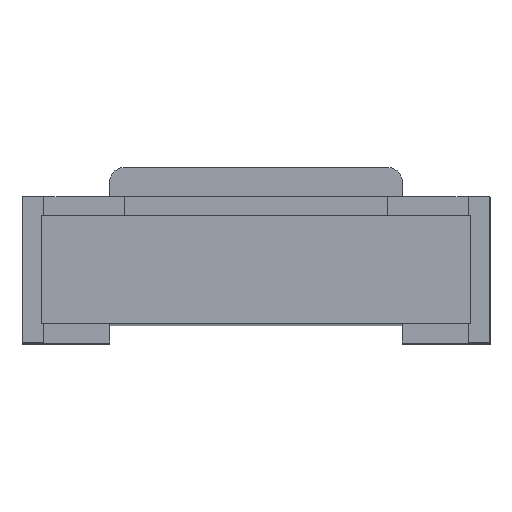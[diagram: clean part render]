
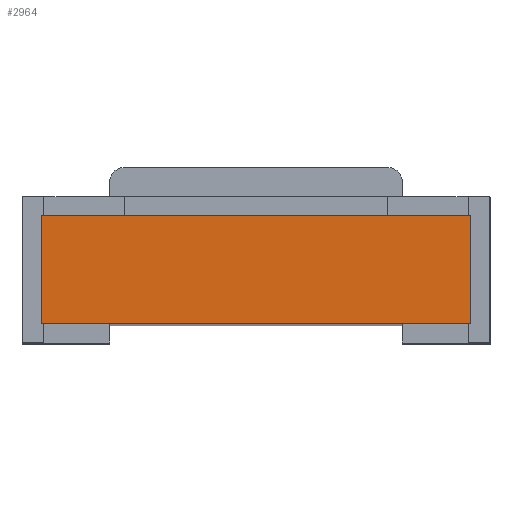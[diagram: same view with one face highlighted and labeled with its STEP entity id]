
A CAD part, top view. The second image highlights one B-rep face of the part: STEP entity #2964.
In plain terms, the highlighted planar face has unit normal (0, 0, 1).
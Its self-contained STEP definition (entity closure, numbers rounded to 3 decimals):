
#1 = PLANE ( 'NONE',  #1889 ) ;
#18 = CARTESIAN_POINT ( 'NONE',  ( -0.735, 0.065, 1.6 ) ) ;
#310 = VECTOR ( 'NONE', #2306, 1000. ) ;
#372 = VECTOR ( 'NONE', #3760, 1000. ) ;
#556 = ORIENTED_EDGE ( 'NONE', *, *, #3149, .T. ) ;
#684 = FACE_OUTER_BOUND ( 'NONE', #1257, .T. ) ;
#845 = LINE ( 'NONE', #2292, #372 ) ;
#851 = VERTEX_POINT ( 'NONE', #1185 ) ;
#886 = LINE ( 'NONE', #2327, #2565 ) ;
#952 = DIRECTION ( 'NONE',  ( 0., 1., 0. ) ) ;
#1185 = CARTESIAN_POINT ( 'NONE',  ( -0.735, 0.435, 1.6 ) ) ;
#1257 = EDGE_LOOP ( 'NONE', ( #556, #3665, #4354, #2357 ) ) ;
#1589 = LINE ( 'NONE', #4229, #310 ) ;
#1743 = DIRECTION ( 'NONE',  ( 0., -1., 0. ) ) ;
#1889 = AXIS2_PLACEMENT_3D ( 'NONE', #2104, #2944, #2503 ) ;
#1904 = CARTESIAN_POINT ( 'NONE',  ( 0.735, 0.065, 1.6 ) ) ;
#2047 = CARTESIAN_POINT ( 'NONE',  ( -0.735, 0.065, 1.6 ) ) ;
#2104 = CARTESIAN_POINT ( 'NONE',  ( 0., 0., 1.6 ) ) ;
#2177 = VERTEX_POINT ( 'NONE', #2047 ) ;
#2292 = CARTESIAN_POINT ( 'NONE',  ( 0.735, 0.435, 1.6 ) ) ;
#2306 = DIRECTION ( 'NONE',  ( 1., 0., 0. ) ) ;
#2327 = CARTESIAN_POINT ( 'NONE',  ( 0.735, 0.065, 1.6 ) ) ;
#2357 = ORIENTED_EDGE ( 'NONE', *, *, #2422, .T. ) ;
#2422 = EDGE_CURVE ( 'NONE', #2614, #2927, #886, .T. ) ;
#2503 = DIRECTION ( 'NONE',  ( 1., 0., 0. ) ) ;
#2565 = VECTOR ( 'NONE', #952, 1000. ) ;
#2614 = VERTEX_POINT ( 'NONE', #1904 ) ;
#2927 = VERTEX_POINT ( 'NONE', #4377 ) ;
#2944 = DIRECTION ( 'NONE',  ( 0., 0., 1. ) ) ;
#2964 = ADVANCED_FACE ( 'NONE', ( #684 ), #1, .T. ) ;
#3149 = EDGE_CURVE ( 'NONE', #2927, #851, #845, .T. ) ;
#3200 = LINE ( 'NONE', #18, #4198 ) ;
#3665 = ORIENTED_EDGE ( 'NONE', *, *, #4173, .T. ) ;
#3760 = DIRECTION ( 'NONE',  ( -1., 0., 0. ) ) ;
#4173 = EDGE_CURVE ( 'NONE', #851, #2177, #3200, .T. ) ;
#4198 = VECTOR ( 'NONE', #1743, 1000. ) ;
#4229 = CARTESIAN_POINT ( 'NONE',  ( 0.735, 0.065, 1.6 ) ) ;
#4354 = ORIENTED_EDGE ( 'NONE', *, *, #4496, .T. ) ;
#4377 = CARTESIAN_POINT ( 'NONE',  ( 0.735, 0.435, 1.6 ) ) ;
#4496 = EDGE_CURVE ( 'NONE', #2177, #2614, #1589, .T. ) ;
